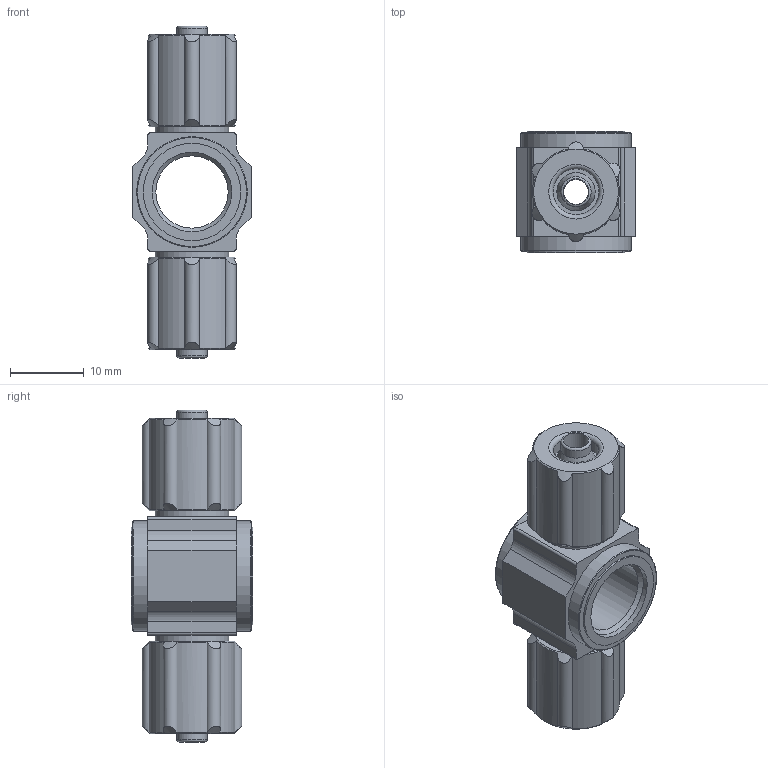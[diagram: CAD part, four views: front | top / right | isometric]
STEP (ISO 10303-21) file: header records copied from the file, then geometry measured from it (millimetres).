
FILE_DESCRIPTION(/* description */ ('STEP AP214'),/* implementation_level */ '2;1');
FILE_NAME(/* name */ '6284_TK-1_8-PK-4-KU',/* time_stamp */ '2024-09-15T15:38:31+02:00',/* author */ ('License CC BY-ND 4.0'),/* organization */ ('CADENAS'),/* preprocessor_version */ 'ST-DEVELOPER v19.3',/* originating_system */ 'PARTsolutions',/* authorisation */ ' ');
FILE_SCHEMA (('AUTOMOTIVE_DESIGN {1 0 10303 214 3 1 1}'));
Length unit declared in the file: millimetre
Products named in the file (1): 6284 TK-1/8-PK-4-KU
Bounding box: 16 x 16.5 x 45 mm (x, y, z)
Volume: 4930.1 mm3; surface area: 3448.1 mm2
Topology: 1 solids, 1 shells, 91 faces, 219 edges, 143 vertices
Faces by surface type: cylinder 49, plane 28, cone 8, torus 6
Full cylindrical faces by diameter (mm): 3.4 x2, 4.1 x2, 4.8 x2, 6.2 x2, 9.8 x1, 10 x2, 10.8 x2, 13.2 x2, 15 x2
Entity records: 3257 total; most frequent: CARTESIAN_POINT 616, DIRECTION 420, ORIENTED_EDGE 356, EDGE_CURVE 178, AXIS2_PLACEMENT_3D 176, EDGE_LOOP 142, FACE_BOUND 142, VERTEX_POINT 134
